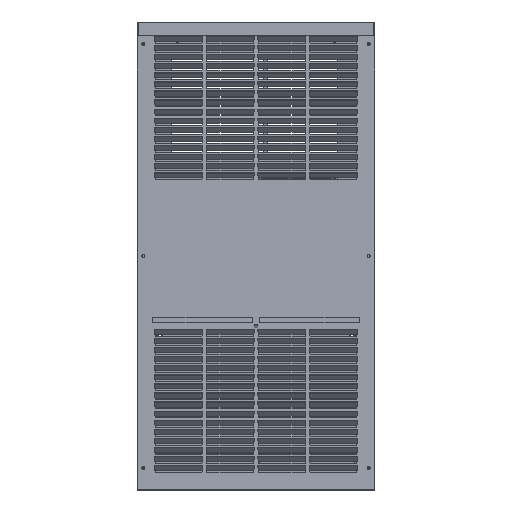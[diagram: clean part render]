
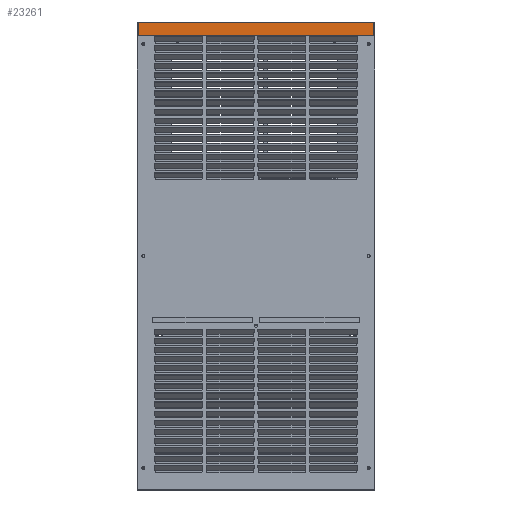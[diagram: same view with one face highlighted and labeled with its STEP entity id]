
A CAD part, top view. The second image highlights one B-rep face of the part: STEP entity #23261.
In plain terms, the highlighted free-form (B-spline) face has degree [1, 1] with [2, 2] control points.
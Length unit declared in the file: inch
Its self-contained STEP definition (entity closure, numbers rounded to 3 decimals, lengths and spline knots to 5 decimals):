
#23211=CARTESIAN_POINT('V1165',(3.1509,27.05023,
   -0.88858));
#23212=VERTEX_POINT('V1165',#23211);
#23219=CARTESIAN_POINT('V1164',(20.2809,
   27.05023,-0.88858));
#23220=VERTEX_POINT('V1164',#23219);
#23226=CARTESIAN_POINT('E1736',(20.2809,
   27.05023,-0.88858));
#23227=CARTESIAN_POINT('E1736',(3.1509,27.05023,
   -0.88858));
#23228=QUASI_UNIFORM_CURVE('E1736',1,(#23226,#23227),.POLYLINE_FORM.,
   .F.,.U.);
#23229=EDGE_CURVE('E1736',#23220,#23212,#23228,.T.);
#23234=CARTESIAN_POINT('F595',(20.28208,27.04905,
   -0.88858));
#23235=CARTESIAN_POINT('F595',(3.14971,27.04905,
   -0.88858));
#23236=CARTESIAN_POINT('F595',(20.28208,28.00741,
   -0.88858));
#23237=CARTESIAN_POINT('F595',(3.14971,28.00741,
   -0.88858));
#23238=B_SPLINE_SURFACE_WITH_KNOTS('F595',1,1,((#23234,#23236),(
   #23235,#23237)),.PLANE_SURF.,.F.,.F.,.U.,(2,2),(2,2),(0.0,
   17.87671),(0.0,1.0),.UNSPECIFIED.);
#23239=CARTESIAN_POINT('V1166',(3.1509,28.00623,
   -0.88858));
#23240=VERTEX_POINT('V1166',#23239);
#23241=CARTESIAN_POINT('V1163',(20.2809,
   28.00623,-0.88858));
#23242=VERTEX_POINT('V1163',#23241);
#23243=CARTESIAN_POINT('E1738',(3.1509,28.00623,
   -0.88858));
#23244=CARTESIAN_POINT('E1738',(20.2809,
   28.00623,-0.88858));
#23245=QUASI_UNIFORM_CURVE('E1738',1,(#23243,#23244),.POLYLINE_FORM.,
   .F.,.U.);
#23246=EDGE_CURVE('E1738',#23240,#23242,#23245,.T.);
#23247=ORIENTED_EDGE('E1738',*,*,#23246,.F.);
#23248=CARTESIAN_POINT('E1737',(3.1509,27.05023,
   -0.88858));
#23249=CARTESIAN_POINT('E1737',(3.1509,28.00623,
   -0.88858));
#23250=QUASI_UNIFORM_CURVE('E1737',1,(#23248,#23249),.POLYLINE_FORM.,
   .F.,.U.);
#23251=EDGE_CURVE('E1737',#23212,#23240,#23250,.T.);
#23252=ORIENTED_EDGE('E1737',*,*,#23251,.F.);
#23253=ORIENTED_EDGE('F614',*,*,#23229,.F.);
#23254=CARTESIAN_POINT('E1735',(20.2809,
   28.00623,-0.88858));
#23255=CARTESIAN_POINT('E1735',(20.2809,
   27.05023,-0.88858));
#23256=QUASI_UNIFORM_CURVE('E1735',1,(#23254,#23255),.POLYLINE_FORM.,
   .F.,.U.);
#23257=EDGE_CURVE('E1735',#23242,#23220,#23256,.T.);
#23258=ORIENTED_EDGE('E1735',*,*,#23257,.F.);
#23259=EDGE_LOOP('F595',(#23247,#23252,#23253,#23258));
#23260=FACE_OUTER_BOUND('F595',#23259,.T.);
#23261=ADVANCED_FACE('F595',(#23260),#23238,.F.);
